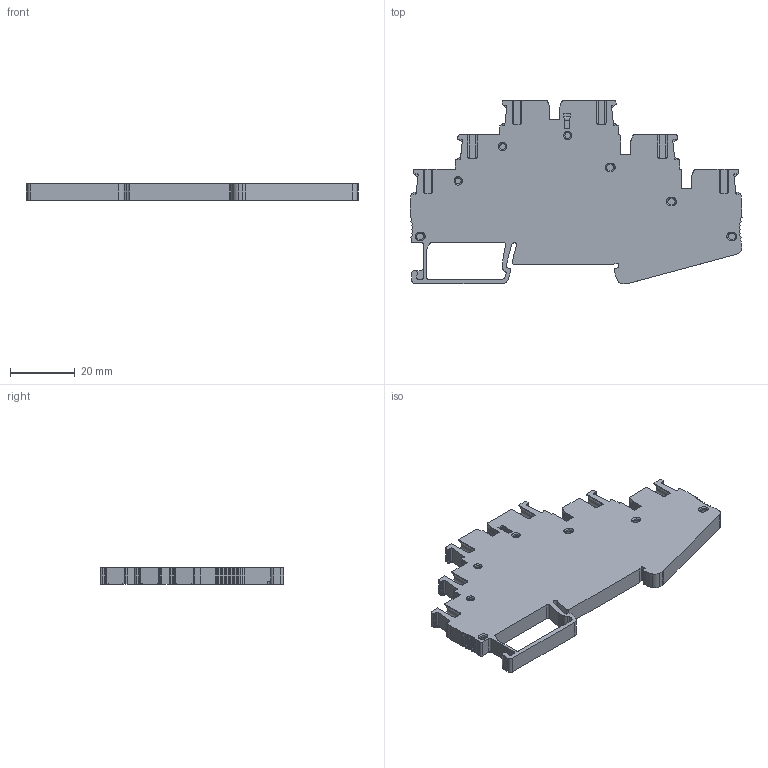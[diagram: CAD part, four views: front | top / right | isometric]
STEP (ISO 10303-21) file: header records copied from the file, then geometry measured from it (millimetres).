
FILE_DESCRIPTION((''),'2;1');
FILE_NAME('222222','2022-02-23T',('Administrator'),(''),'PRO/ENGINEER BY PARAMETRIC TECHNOLOGY CORPORATION, 2013230','PRO/ENGINEER BY PARAMETRIC TECHNOLOGY CORPORATION, 2013230','');
FILE_SCHEMA(('CONFIG_CONTROL_DESIGN'));
Length unit declared in the file: inch
Products named in the file (1): 222222
Bounding box: 102.47 x 56.55 x 5.2 mm (x, y, z)
Volume: 18187.7 mm3; surface area: 13449.3 mm2
Topology: 1 solids, 1 shells, 1179 faces, 3326 edges, 2170 vertices
Faces by surface type: plane 768, cylinder 339, cone 40, torus 32
Entity records: 46770 total; most frequent: CARTESIAN_POINT 7788, ORIENTED_EDGE 6652, DIRECTION 6117, EDGE_CURVE 3326, VECTOR 2489, LINE 2489, VERTEX_POINT 2170, AXIS2_PLACEMENT_3D 1814
